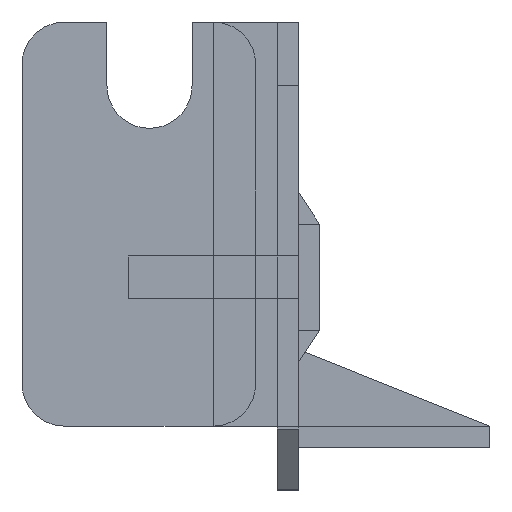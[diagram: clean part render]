
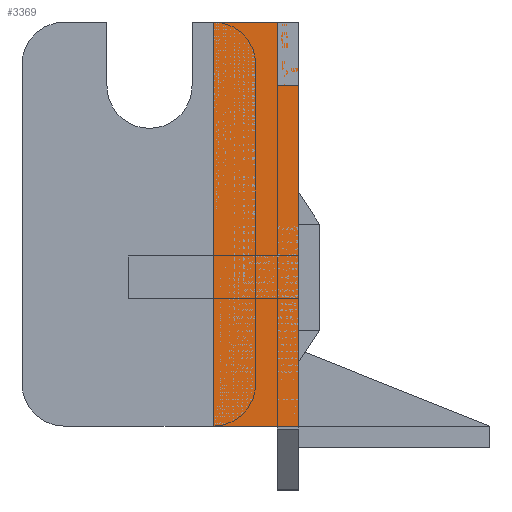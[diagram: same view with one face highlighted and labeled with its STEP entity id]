
A CAD part, left-side view. The second image highlights one B-rep face of the part: STEP entity #3369.
In plain terms, the highlighted planar face has unit normal (-1, 0, 0).
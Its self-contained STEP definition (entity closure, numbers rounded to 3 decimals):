
#3369 = ADVANCED_FACE('',(#3370),#3384,.F.);
#3370 = FACE_BOUND('',#3371,.F.);
#3371 = EDGE_LOOP('',(#3372,#3407,#3435,#3463));
#3372 = ORIENTED_EDGE('',*,*,#3373,.F.);
#3373 = EDGE_CURVE('',#3374,#3376,#3378,.T.);
#3374 = VERTEX_POINT('',#3375);
#3375 = CARTESIAN_POINT('',(0.,0.,3.));
#3376 = VERTEX_POINT('',#3377);
#3377 = CARTESIAN_POINT('',(0.,0.,22.));
#3378 = SURFACE_CURVE('',#3379,(#3383,#3395),.PCURVE_S1.);
#3379 = LINE('',#3380,#3381);
#3380 = CARTESIAN_POINT('',(0.,0.,3.));
#3381 = VECTOR('',#3382,1.);
#3382 = DIRECTION('',(0.,0.,1.));
#3383 = PCURVE('',#3384,#3389);
#3384 = PLANE('',#3385);
#3385 = AXIS2_PLACEMENT_3D('',#3386,#3387,#3388);
#3386 = CARTESIAN_POINT('',(0.,0.,3.));
#3387 = DIRECTION('',(1.,0.,0.));
#3388 = DIRECTION('',(0.,0.,1.));
#3389 = DEFINITIONAL_REPRESENTATION('',(#3390),#3394);
#3390 = LINE('',#3391,#3392);
#3391 = CARTESIAN_POINT('',(0.,0.));
#3392 = VECTOR('',#3393,1.);
#3393 = DIRECTION('',(1.,0.));
#3394 = ( GEOMETRIC_REPRESENTATION_CONTEXT(2) 
PARAMETRIC_REPRESENTATION_CONTEXT() REPRESENTATION_CONTEXT('2D SPACE',''
  ) );
#3395 = PCURVE('',#3396,#3401);
#3396 = PLANE('',#3397);
#3397 = AXIS2_PLACEMENT_3D('',#3398,#3399,#3400);
#3398 = CARTESIAN_POINT('',(0.,0.,3.));
#3399 = DIRECTION('',(0.,1.,0.));
#3400 = DIRECTION('',(0.,0.,1.));
#3401 = DEFINITIONAL_REPRESENTATION('',(#3402),#3406);
#3402 = LINE('',#3403,#3404);
#3403 = CARTESIAN_POINT('',(0.,0.));
#3404 = VECTOR('',#3405,1.);
#3405 = DIRECTION('',(1.,0.));
#3406 = ( GEOMETRIC_REPRESENTATION_CONTEXT(2) 
PARAMETRIC_REPRESENTATION_CONTEXT() REPRESENTATION_CONTEXT('2D SPACE',''
  ) );
#3407 = ORIENTED_EDGE('',*,*,#3408,.T.);
#3408 = EDGE_CURVE('',#3374,#3409,#3411,.T.);
#3409 = VERTEX_POINT('',#3410);
#3410 = CARTESIAN_POINT('',(0.,4.,3.));
#3411 = SURFACE_CURVE('',#3412,(#3416,#3423),.PCURVE_S1.);
#3412 = LINE('',#3413,#3414);
#3413 = CARTESIAN_POINT('',(0.,0.,3.));
#3414 = VECTOR('',#3415,1.);
#3415 = DIRECTION('',(0.,1.,0.));
#3416 = PCURVE('',#3384,#3417);
#3417 = DEFINITIONAL_REPRESENTATION('',(#3418),#3422);
#3418 = LINE('',#3419,#3420);
#3419 = CARTESIAN_POINT('',(0.,0.));
#3420 = VECTOR('',#3421,1.);
#3421 = DIRECTION('',(0.,-1.));
#3422 = ( GEOMETRIC_REPRESENTATION_CONTEXT(2) 
PARAMETRIC_REPRESENTATION_CONTEXT() REPRESENTATION_CONTEXT('2D SPACE',''
  ) );
#3423 = PCURVE('',#3424,#3429);
#3424 = PLANE('',#3425);
#3425 = AXIS2_PLACEMENT_3D('',#3426,#3427,#3428);
#3426 = CARTESIAN_POINT('',(0.,0.,3.));
#3427 = DIRECTION('',(0.,0.,1.));
#3428 = DIRECTION('',(1.,0.,0.));
#3429 = DEFINITIONAL_REPRESENTATION('',(#3430),#3434);
#3430 = LINE('',#3431,#3432);
#3431 = CARTESIAN_POINT('',(0.,0.));
#3432 = VECTOR('',#3433,1.);
#3433 = DIRECTION('',(0.,1.));
#3434 = ( GEOMETRIC_REPRESENTATION_CONTEXT(2) 
PARAMETRIC_REPRESENTATION_CONTEXT() REPRESENTATION_CONTEXT('2D SPACE',''
  ) );
#3435 = ORIENTED_EDGE('',*,*,#3436,.T.);
#3436 = EDGE_CURVE('',#3409,#3437,#3439,.T.);
#3437 = VERTEX_POINT('',#3438);
#3438 = CARTESIAN_POINT('',(0.,4.,22.));
#3439 = SURFACE_CURVE('',#3440,(#3444,#3451),.PCURVE_S1.);
#3440 = LINE('',#3441,#3442);
#3441 = CARTESIAN_POINT('',(0.,4.,3.));
#3442 = VECTOR('',#3443,1.);
#3443 = DIRECTION('',(0.,0.,1.));
#3444 = PCURVE('',#3384,#3445);
#3445 = DEFINITIONAL_REPRESENTATION('',(#3446),#3450);
#3446 = LINE('',#3447,#3448);
#3447 = CARTESIAN_POINT('',(0.,-4.));
#3448 = VECTOR('',#3449,1.);
#3449 = DIRECTION('',(1.,0.));
#3450 = ( GEOMETRIC_REPRESENTATION_CONTEXT(2) 
PARAMETRIC_REPRESENTATION_CONTEXT() REPRESENTATION_CONTEXT('2D SPACE',''
  ) );
#3451 = PCURVE('',#3452,#3457);
#3452 = PLANE('',#3453);
#3453 = AXIS2_PLACEMENT_3D('',#3454,#3455,#3456);
#3454 = CARTESIAN_POINT('',(0.,4.,3.));
#3455 = DIRECTION('',(0.,1.,0.));
#3456 = DIRECTION('',(0.,0.,1.));
#3457 = DEFINITIONAL_REPRESENTATION('',(#3458),#3462);
#3458 = LINE('',#3459,#3460);
#3459 = CARTESIAN_POINT('',(0.,0.));
#3460 = VECTOR('',#3461,1.);
#3461 = DIRECTION('',(1.,0.));
#3462 = ( GEOMETRIC_REPRESENTATION_CONTEXT(2) 
PARAMETRIC_REPRESENTATION_CONTEXT() REPRESENTATION_CONTEXT('2D SPACE',''
  ) );
#3463 = ORIENTED_EDGE('',*,*,#3464,.F.);
#3464 = EDGE_CURVE('',#3376,#3437,#3465,.T.);
#3465 = SURFACE_CURVE('',#3466,(#3470,#3477),.PCURVE_S1.);
#3466 = LINE('',#3467,#3468);
#3467 = CARTESIAN_POINT('',(0.,0.,22.));
#3468 = VECTOR('',#3469,1.);
#3469 = DIRECTION('',(0.,1.,0.));
#3470 = PCURVE('',#3384,#3471);
#3471 = DEFINITIONAL_REPRESENTATION('',(#3472),#3476);
#3472 = LINE('',#3473,#3474);
#3473 = CARTESIAN_POINT('',(19.,0.));
#3474 = VECTOR('',#3475,1.);
#3475 = DIRECTION('',(0.,-1.));
#3476 = ( GEOMETRIC_REPRESENTATION_CONTEXT(2) 
PARAMETRIC_REPRESENTATION_CONTEXT() REPRESENTATION_CONTEXT('2D SPACE',''
  ) );
#3477 = PCURVE('',#3478,#3483);
#3478 = PLANE('',#3479);
#3479 = AXIS2_PLACEMENT_3D('',#3480,#3481,#3482);
#3480 = CARTESIAN_POINT('',(0.,0.,22.));
#3481 = DIRECTION('',(0.,0.,1.));
#3482 = DIRECTION('',(1.,0.,0.));
#3483 = DEFINITIONAL_REPRESENTATION('',(#3484),#3488);
#3484 = LINE('',#3485,#3486);
#3485 = CARTESIAN_POINT('',(0.,0.));
#3486 = VECTOR('',#3487,1.);
#3487 = DIRECTION('',(0.,1.));
#3488 = ( GEOMETRIC_REPRESENTATION_CONTEXT(2) 
PARAMETRIC_REPRESENTATION_CONTEXT() REPRESENTATION_CONTEXT('2D SPACE',''
  ) );
